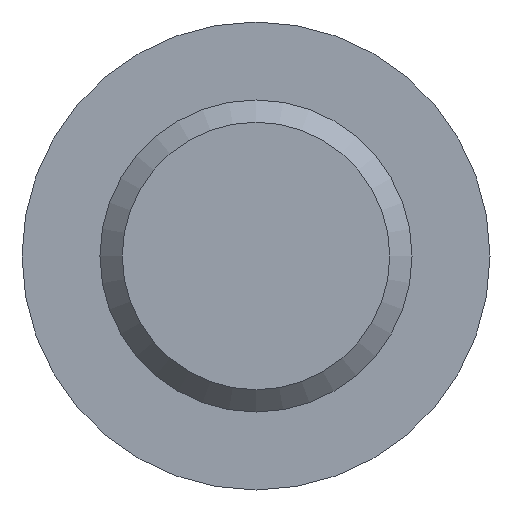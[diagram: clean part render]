
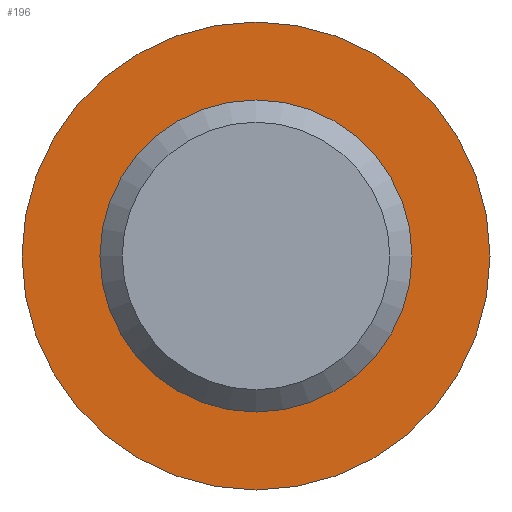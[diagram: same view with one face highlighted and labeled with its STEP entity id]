
A CAD part, front view. The second image highlights one B-rep face of the part: STEP entity #196.
In plain terms, the highlighted planar face has unit normal (0, -1, 0).
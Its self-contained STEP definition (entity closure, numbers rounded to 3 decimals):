
#50 = VERTEX_POINT ( 'NONE', #222 ) ;
#54 = FACE_OUTER_BOUND ( 'NONE', #527, .T. ) ;
#55 = CARTESIAN_POINT ( 'NONE',  ( 0., 90., 0. ) ) ;
#76 = ORIENTED_EDGE ( 'NONE', *, *, #251, .F. ) ;
#79 = AXIS2_PLACEMENT_3D ( 'NONE', #235, #140, #449 ) ;
#84 = VERTEX_POINT ( 'NONE', #441 ) ;
#140 = DIRECTION ( 'NONE',  ( 0., 1., 0. ) ) ;
#196 = ADVANCED_FACE ( 'NONE', ( #445, #54 ), #523, .F. ) ;
#198 = DIRECTION ( 'NONE',  ( 0., -1., 0. ) ) ;
#222 = CARTESIAN_POINT ( 'NONE',  ( 0., 90., -10.5 ) ) ;
#235 = CARTESIAN_POINT ( 'NONE',  ( -7., 90., 0. ) ) ;
#251 = EDGE_CURVE ( 'NONE', #84, #84, #335, .T. ) ;
#304 = DIRECTION ( 'NONE',  ( 0., 0., -1. ) ) ;
#333 = EDGE_CURVE ( 'NONE', #50, #50, #535, .T. ) ;
#335 = CIRCLE ( 'NONE', #457, 7. ) ;
#375 = CARTESIAN_POINT ( 'NONE',  ( 0., 90., 0. ) ) ;
#376 = ORIENTED_EDGE ( 'NONE', *, *, #333, .T. ) ;
#402 = DIRECTION ( 'NONE',  ( 0., -1., 0. ) ) ;
#424 = EDGE_LOOP ( 'NONE', ( #76 ) ) ;
#441 = CARTESIAN_POINT ( 'NONE',  ( 0., 90., -7. ) ) ;
#445 = FACE_BOUND ( 'NONE', #424, .T. ) ;
#449 = DIRECTION ( 'NONE',  ( 0., 0., 1. ) ) ;
#457 = AXIS2_PLACEMENT_3D ( 'NONE', #55, #402, #481 ) ;
#481 = DIRECTION ( 'NONE',  ( 0., 0., -1. ) ) ;
#523 = PLANE ( 'NONE',  #79 ) ;
#527 = EDGE_LOOP ( 'NONE', ( #376 ) ) ;
#531 = AXIS2_PLACEMENT_3D ( 'NONE', #375, #198, #304 ) ;
#535 = CIRCLE ( 'NONE', #531, 10.5 ) ;
